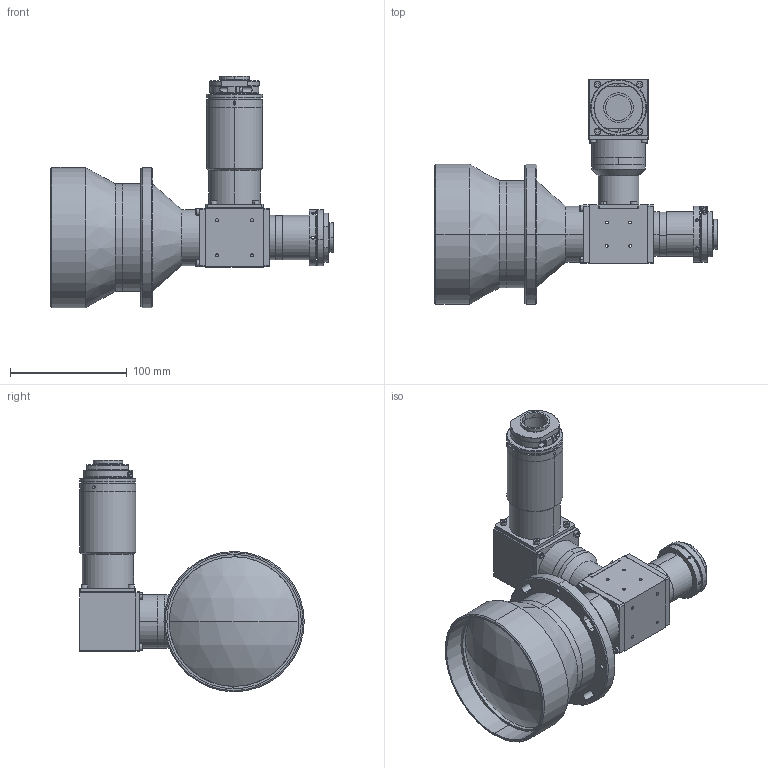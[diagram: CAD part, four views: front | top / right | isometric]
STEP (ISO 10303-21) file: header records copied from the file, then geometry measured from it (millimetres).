
FILE_DESCRIPTION (( 'STEP AP203' ), '1' );
FILE_NAME ('XF-10MDT0158063X150C-DSS-L90YB.STEP', '2023-05-23T03:01:32', ( '' ), ( '' ), 'SwSTEP 2.0', 'SolidWorks 2022', '' );
FILE_SCHEMA (( 'CONFIG_CONTROL_DESIGN' ));
Length unit declared in the file: millimetre
Products named in the file (1): XF-10MDT0158063X150C-DSS-L90YB
Bounding box: 241.97 x 192 x 198.06 mm (x, y, z)
Surface area: 149542.6 mm2 (no closed solid volume)
Topology: 0 solids, 61 shells, 596 faces, 1774 edges, 1226 vertices
Faces by surface type: plane 268, cylinder 227, torus 61, cone 36, sphere 4
Entity records: 21009 total; most frequent: CARTESIAN_POINT 4688, DIRECTION 3594, ORIENTED_EDGE 2909, EDGE_CURVE 1764, AXIS2_PLACEMENT_3D 1333, VERTEX_POINT 1226, VECTOR 928, LINE 928
